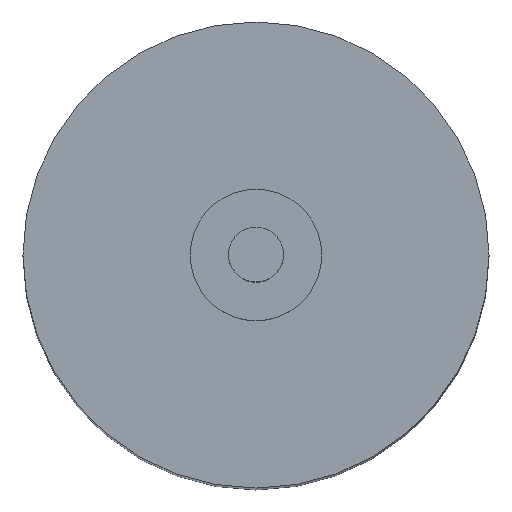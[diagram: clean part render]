
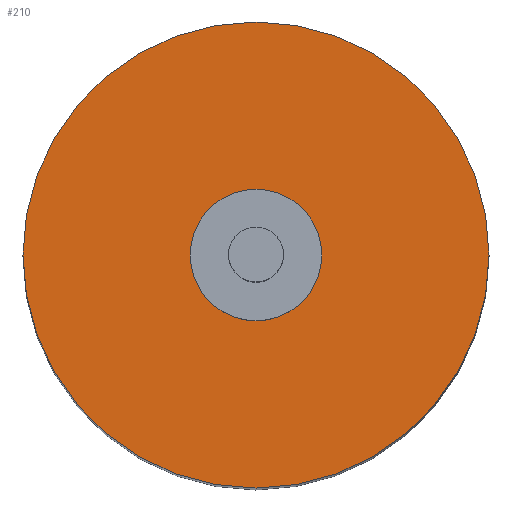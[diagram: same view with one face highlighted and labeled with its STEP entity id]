
A CAD part, top view. The second image highlights one B-rep face of the part: STEP entity #210.
In plain terms, the highlighted face is planar.
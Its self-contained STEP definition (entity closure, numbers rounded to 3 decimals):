
#144 = CYLINDRICAL_SURFACE('',#145,1.2);
#145 = AXIS2_PLACEMENT_3D('',#146,#147,#148);
#146 = CARTESIAN_POINT('',(0.,7.8,0.));
#147 = DIRECTION('',(-0.,-1.,0.));
#148 = DIRECTION('',(1.,0.,0.));
#161 = VERTEX_POINT('',#162);
#162 = CARTESIAN_POINT('',(1.2,7.3,0.));
#183 = EDGE_CURVE('',#161,#161,#184,.T.);
#184 = SURFACE_CURVE('',#185,(#190,#197),.PCURVE_S1.);
#185 = CIRCLE('',#186,1.2);
#186 = AXIS2_PLACEMENT_3D('',#187,#188,#189);
#187 = CARTESIAN_POINT('',(0.,7.3,0.));
#188 = DIRECTION('',(0.,-1.,0.));
#189 = DIRECTION('',(1.,0.,0.));
#190 = PCURVE('',#144,#191);
#191 = DEFINITIONAL_REPRESENTATION('',(#192),#196);
#192 = LINE('',#193,#194);
#193 = CARTESIAN_POINT('',(0.,0.5));
#194 = VECTOR('',#195,1.);
#195 = DIRECTION('',(1.,0.));
#196 = ( GEOMETRIC_REPRESENTATION_CONTEXT(2) 
PARAMETRIC_REPRESENTATION_CONTEXT() REPRESENTATION_CONTEXT('2D SPACE',''
  ) );
#197 = PCURVE('',#198,#203);
#198 = PLANE('',#199);
#199 = AXIS2_PLACEMENT_3D('',#200,#201,#202);
#200 = CARTESIAN_POINT('',(0.,7.3,0.));
#201 = DIRECTION('',(-0.,-1.,0.));
#202 = DIRECTION('',(1.,0.,0.));
#203 = DEFINITIONAL_REPRESENTATION('',(#204),#208);
#204 = CIRCLE('',#205,1.2);
#205 = AXIS2_PLACEMENT_2D('',#206,#207);
#206 = CARTESIAN_POINT('',(0.,0.));
#207 = DIRECTION('',(1.,0.));
#208 = ( GEOMETRIC_REPRESENTATION_CONTEXT(2) 
PARAMETRIC_REPRESENTATION_CONTEXT() REPRESENTATION_CONTEXT('2D SPACE',''
  ) );
#210 = ADVANCED_FACE('',(#211,#214),#198,.F.);
#211 = FACE_BOUND('',#212,.T.);
#212 = EDGE_LOOP('',(#213));
#213 = ORIENTED_EDGE('',*,*,#183,.T.);
#214 = FACE_BOUND('',#215,.T.);
#215 = EDGE_LOOP('',(#216));
#216 = ORIENTED_EDGE('',*,*,#217,.F.);
#217 = EDGE_CURVE('',#218,#218,#220,.T.);
#218 = VERTEX_POINT('',#219);
#219 = CARTESIAN_POINT('',(4.25,7.3,0.));
#220 = SURFACE_CURVE('',#221,(#226,#233),.PCURVE_S1.);
#221 = CIRCLE('',#222,4.25);
#222 = AXIS2_PLACEMENT_3D('',#223,#224,#225);
#223 = CARTESIAN_POINT('',(0.,7.3,0.));
#224 = DIRECTION('',(0.,-1.,0.));
#225 = DIRECTION('',(1.,0.,0.));
#226 = PCURVE('',#198,#227);
#227 = DEFINITIONAL_REPRESENTATION('',(#228),#232);
#228 = CIRCLE('',#229,4.25);
#229 = AXIS2_PLACEMENT_2D('',#230,#231);
#230 = CARTESIAN_POINT('',(0.,0.));
#231 = DIRECTION('',(1.,0.));
#232 = ( GEOMETRIC_REPRESENTATION_CONTEXT(2) 
PARAMETRIC_REPRESENTATION_CONTEXT() REPRESENTATION_CONTEXT('2D SPACE',''
  ) );
#233 = PCURVE('',#234,#239);
#234 = CYLINDRICAL_SURFACE('',#235,4.25);
#235 = AXIS2_PLACEMENT_3D('',#236,#237,#238);
#236 = CARTESIAN_POINT('',(0.,7.3,0.));
#237 = DIRECTION('',(-0.,-1.,0.));
#238 = DIRECTION('',(1.,0.,0.));
#239 = DEFINITIONAL_REPRESENTATION('',(#240),#244);
#240 = LINE('',#241,#242);
#241 = CARTESIAN_POINT('',(0.,0.));
#242 = VECTOR('',#243,1.);
#243 = DIRECTION('',(1.,0.));
#244 = ( GEOMETRIC_REPRESENTATION_CONTEXT(2) 
PARAMETRIC_REPRESENTATION_CONTEXT() REPRESENTATION_CONTEXT('2D SPACE',''
  ) );
